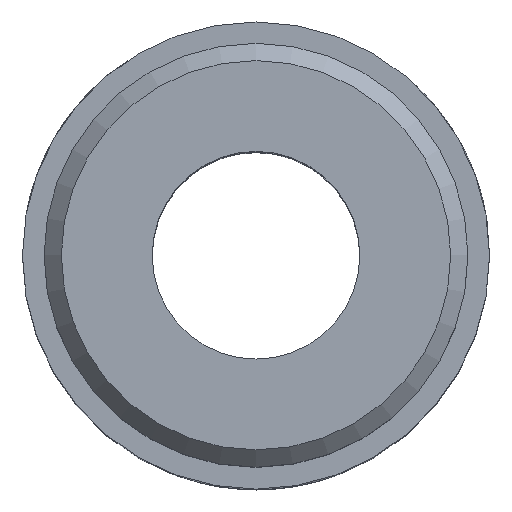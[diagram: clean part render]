
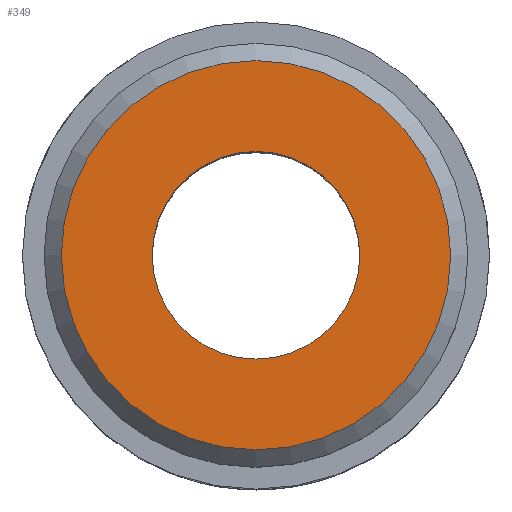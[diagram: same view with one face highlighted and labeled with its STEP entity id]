
A CAD part, top view. The second image highlights one B-rep face of the part: STEP entity #349.
In plain terms, the highlighted planar face has unit normal (0, 0, 1).
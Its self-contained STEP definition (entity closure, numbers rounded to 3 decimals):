
#19=PLANE('',#388);
#29=FACE_BOUND('',#94,.T.);
#71=FACE_OUTER_BOUND('',#93,.T.);
#93=EDGE_LOOP('',(#328));
#94=EDGE_LOOP('',(#329,#330));
#136=CIRCLE('',#376,6.);
#137=CIRCLE('',#377,6.);
#138=CIRCLE('',#382,11.25);
#156=VERTEX_POINT('',#708);
#157=VERTEX_POINT('',#709);
#174=VERTEX_POINT('',#1455);
#194=EDGE_CURVE('',#156,#157,#136,.T.);
#195=EDGE_CURVE('',#157,#156,#137,.T.);
#224=EDGE_CURVE('',#174,#174,#138,.T.);
#328=ORIENTED_EDGE('',*,*,#224,.F.);
#329=ORIENTED_EDGE('',*,*,#194,.T.);
#330=ORIENTED_EDGE('',*,*,#195,.T.);
#349=ADVANCED_FACE('',(#71,#29),#19,.T.);
#376=AXIS2_PLACEMENT_3D('',#710,#416,#417);
#377=AXIS2_PLACEMENT_3D('',#711,#418,#419);
#382=AXIS2_PLACEMENT_3D('',#1456,#440,#441);
#388=AXIS2_PLACEMENT_3D('',#1468,#454,#455);
#416=DIRECTION('center_axis',(0.,0.,-1.));
#417=DIRECTION('ref_axis',(0.,1.,0.));
#418=DIRECTION('center_axis',(0.,0.,-1.));
#419=DIRECTION('ref_axis',(0.,1.,0.));
#440=DIRECTION('center_axis',(0.,0.,-1.));
#441=DIRECTION('ref_axis',(-1.,0.,0.));
#454=DIRECTION('center_axis',(0.,0.,1.));
#455=DIRECTION('ref_axis',(1.,0.,0.));
#708=CARTESIAN_POINT('',(0.,6.,40.));
#709=CARTESIAN_POINT('',(0.,-6.,40.));
#710=CARTESIAN_POINT('Origin',(0.,0.,40.));
#711=CARTESIAN_POINT('Origin',(0.,0.,40.));
#1455=CARTESIAN_POINT('',(11.25,0.,40.));
#1456=CARTESIAN_POINT('Origin',(0.,0.,40.));
#1468=CARTESIAN_POINT('Origin',(0.,0.,40.));
